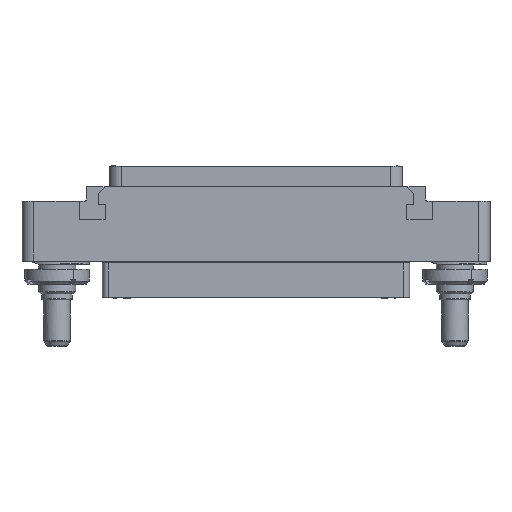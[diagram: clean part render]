
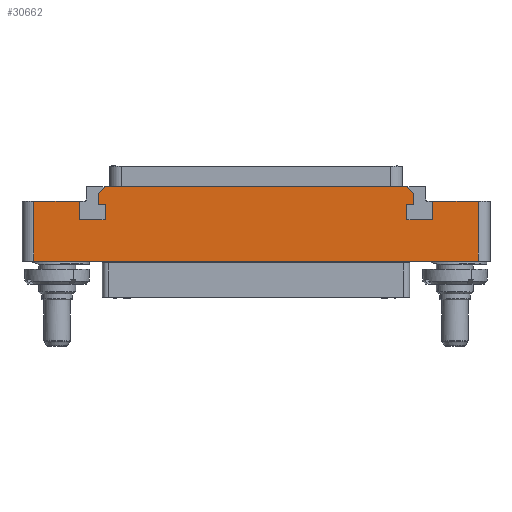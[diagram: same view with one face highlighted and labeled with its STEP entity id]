
A CAD part, top view. The second image highlights one B-rep face of the part: STEP entity #30662.
In plain terms, the highlighted planar face has unit normal (0, 0, 1).
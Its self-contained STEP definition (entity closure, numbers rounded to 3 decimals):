
#1=DIRECTION('',(-1.,0.,0.));
#2=VECTOR('',#1,76.);
#3=CARTESIAN_POINT('',(38.,0.,7.));
#4=LINE('',#3,#2);
#5=DIRECTION('',(1.,0.,0.));
#6=VECTOR('',#5,7.8);
#7=CARTESIAN_POINT('',(-38.,10.25,7.));
#8=LINE('',#7,#6);
#9=DIRECTION('',(0.,-1.,0.));
#10=VECTOR('',#9,3.2);
#11=CARTESIAN_POINT('',(-30.2,10.25,7.));
#12=LINE('',#11,#10);
#13=DIRECTION('',(1.,0.,0.));
#14=VECTOR('',#13,4.4);
#15=CARTESIAN_POINT('',(-30.2,7.05,7.));
#16=LINE('',#15,#14);
#17=DIRECTION('',(0.,1.,0.));
#18=VECTOR('',#17,2.6);
#19=CARTESIAN_POINT('',(-25.8,7.05,7.));
#20=LINE('',#19,#18);
#21=DIRECTION('',(-1.,0.,0.));
#22=VECTOR('',#21,1.2);
#23=CARTESIAN_POINT('',(-25.8,9.65,7.));
#24=LINE('',#23,#22);
#25=DIRECTION('',(0.,-1.,0.));
#26=VECTOR('',#25,1.9);
#27=CARTESIAN_POINT('',(-27.,11.55,7.));
#28=LINE('',#27,#26);
#29=DIRECTION('',(1.,0.,0.));
#30=VECTOR('',#29,51.6);
#31=CARTESIAN_POINT('',(-25.8,12.75,7.));
#32=LINE('',#31,#30);
#33=DIRECTION('',(0.,-1.,0.));
#34=VECTOR('',#33,1.9);
#35=CARTESIAN_POINT('',(27.,11.55,7.));
#36=LINE('',#35,#34);
#37=DIRECTION('',(-1.,0.,0.));
#38=VECTOR('',#37,1.2);
#39=CARTESIAN_POINT('',(27.,9.65,7.));
#40=LINE('',#39,#38);
#41=DIRECTION('',(0.,-1.,0.));
#42=VECTOR('',#41,2.6);
#43=CARTESIAN_POINT('',(25.8,9.65,7.));
#44=LINE('',#43,#42);
#45=DIRECTION('',(1.,0.,0.));
#46=VECTOR('',#45,4.4);
#47=CARTESIAN_POINT('',(25.8,7.05,7.));
#48=LINE('',#47,#46);
#49=DIRECTION('',(0.,1.,0.));
#50=VECTOR('',#49,3.2);
#51=CARTESIAN_POINT('',(30.2,7.05,7.));
#52=LINE('',#51,#50);
#53=DIRECTION('',(1.,0.,0.));
#54=VECTOR('',#53,7.8);
#55=CARTESIAN_POINT('',(30.2,10.25,7.));
#56=LINE('',#55,#54);
#57=DIRECTION('',(0.,1.,0.));
#58=VECTOR('',#57,10.25);
#59=CARTESIAN_POINT('',(38.,0.,7.));
#60=LINE('',#59,#58);
#347=DIRECTION('',(0.707,-0.707,0.));
#348=VECTOR('',#347,1.697);
#349=CARTESIAN_POINT('',(25.8,12.75,7.));
#350=LINE('',#349,#348);
#371=DIRECTION('',(-0.707,-0.707,0.));
#372=VECTOR('',#371,1.697);
#373=CARTESIAN_POINT('',(-25.8,12.75,7.));
#374=LINE('',#373,#372);
#443=DIRECTION('',(0.,-1.,0.));
#444=VECTOR('',#443,10.25);
#445=CARTESIAN_POINT('',(-38.,10.25,7.));
#446=LINE('',#445,#444);
#25493=CARTESIAN_POINT('',(-30.2,10.25,7.));
#25494=CARTESIAN_POINT('',(-30.2,7.05,7.));
#25495=VERTEX_POINT('',#25493);
#25496=VERTEX_POINT('',#25494);
#25497=CARTESIAN_POINT('',(-25.8,7.05,7.));
#25498=VERTEX_POINT('',#25497);
#25499=CARTESIAN_POINT('',(-25.8,9.65,7.));
#25500=VERTEX_POINT('',#25499);
#25501=CARTESIAN_POINT('',(-27.,9.65,7.));
#25502=VERTEX_POINT('',#25501);
#25503=CARTESIAN_POINT('',(27.,9.65,7.));
#25504=CARTESIAN_POINT('',(25.8,9.65,7.));
#25505=VERTEX_POINT('',#25503);
#25506=VERTEX_POINT('',#25504);
#25507=CARTESIAN_POINT('',(25.8,7.05,7.));
#25508=VERTEX_POINT('',#25507);
#25509=CARTESIAN_POINT('',(30.2,7.05,7.));
#25510=VERTEX_POINT('',#25509);
#25511=CARTESIAN_POINT('',(30.2,10.25,7.));
#25512=VERTEX_POINT('',#25511);
#25517=CARTESIAN_POINT('',(-25.8,12.75,7.));
#25519=VERTEX_POINT('',#25517);
#25521=CARTESIAN_POINT('',(-27.,11.55,7.));
#25523=VERTEX_POINT('',#25521);
#25525=CARTESIAN_POINT('',(25.8,12.75,7.));
#25527=VERTEX_POINT('',#25525);
#25529=CARTESIAN_POINT('',(27.,11.55,7.));
#25531=VERTEX_POINT('',#25529);
#25621=CARTESIAN_POINT('',(38.,0.,7.));
#25622=CARTESIAN_POINT('',(38.,10.25,7.));
#25623=VERTEX_POINT('',#25621);
#25624=VERTEX_POINT('',#25622);
#25629=CARTESIAN_POINT('',(-38.,10.25,7.));
#25630=CARTESIAN_POINT('',(-38.,0.,7.));
#25631=VERTEX_POINT('',#25629);
#25632=VERTEX_POINT('',#25630);
#30619=CARTESIAN_POINT('',(0.,0.,7.));
#30620=DIRECTION('',(0.,0.,-1.));
#30621=DIRECTION('',(-1.,0.,0.));
#30622=AXIS2_PLACEMENT_3D('',#30619,#30620,#30621);
#30623=PLANE('',#30622);
#30625=ORIENTED_EDGE('',*,*,#30624,.F.);
#30627=ORIENTED_EDGE('',*,*,#30626,.T.);
#30629=ORIENTED_EDGE('',*,*,#30628,.F.);
#30631=ORIENTED_EDGE('',*,*,#30630,.T.);
#30633=ORIENTED_EDGE('',*,*,#30632,.T.);
#30635=ORIENTED_EDGE('',*,*,#30634,.T.);
#30637=ORIENTED_EDGE('',*,*,#30636,.T.);
#30639=ORIENTED_EDGE('',*,*,#30638,.T.);
#30641=ORIENTED_EDGE('',*,*,#30640,.F.);
#30643=ORIENTED_EDGE('',*,*,#30642,.F.);
#30645=ORIENTED_EDGE('',*,*,#30644,.T.);
#30647=ORIENTED_EDGE('',*,*,#30646,.T.);
#30649=ORIENTED_EDGE('',*,*,#30648,.T.);
#30651=ORIENTED_EDGE('',*,*,#30650,.T.);
#30653=ORIENTED_EDGE('',*,*,#30652,.T.);
#30655=ORIENTED_EDGE('',*,*,#30654,.T.);
#30657=ORIENTED_EDGE('',*,*,#30656,.T.);
#30659=ORIENTED_EDGE('',*,*,#30658,.T.);
#30660=EDGE_LOOP('',(#30625,#30627,#30629,#30631,#30633,#30635,#30637,#30639,
#30641,#30643,#30645,#30647,#30649,#30651,#30653,#30655,#30657,#30659));
#30661=FACE_OUTER_BOUND('',#30660,.F.);
#30662=ADVANCED_FACE('',(#30661),#30623,.F.);
#30624=EDGE_CURVE('',#25623,#25624,#60,.T.);
#30626=EDGE_CURVE('',#25623,#25632,#4,.T.);
#30628=EDGE_CURVE('',#25631,#25632,#446,.T.);
#30630=EDGE_CURVE('',#25631,#25495,#8,.T.);
#30632=EDGE_CURVE('',#25495,#25496,#12,.T.);
#30634=EDGE_CURVE('',#25496,#25498,#16,.T.);
#30636=EDGE_CURVE('',#25498,#25500,#20,.T.);
#30638=EDGE_CURVE('',#25500,#25502,#24,.T.);
#30640=EDGE_CURVE('',#25523,#25502,#28,.T.);
#30642=EDGE_CURVE('',#25519,#25523,#374,.T.);
#30644=EDGE_CURVE('',#25519,#25527,#32,.T.);
#30646=EDGE_CURVE('',#25527,#25531,#350,.T.);
#30648=EDGE_CURVE('',#25531,#25505,#36,.T.);
#30650=EDGE_CURVE('',#25505,#25506,#40,.T.);
#30652=EDGE_CURVE('',#25506,#25508,#44,.T.);
#30654=EDGE_CURVE('',#25508,#25510,#48,.T.);
#30656=EDGE_CURVE('',#25510,#25512,#52,.T.);
#30658=EDGE_CURVE('',#25512,#25624,#56,.T.);
